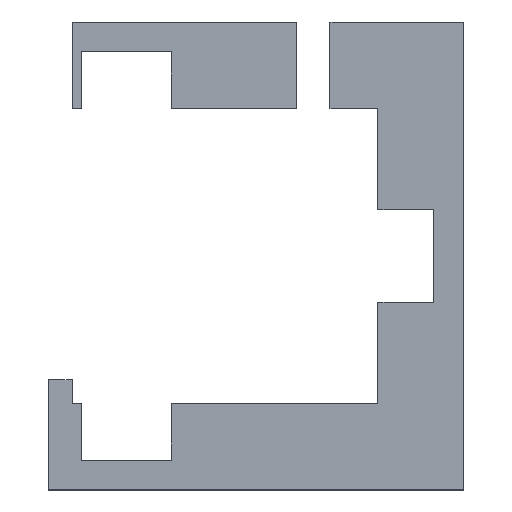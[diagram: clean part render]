
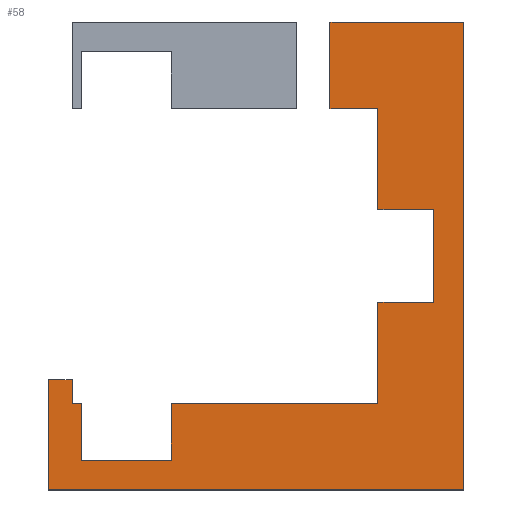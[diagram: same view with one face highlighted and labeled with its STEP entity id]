
A CAD part, top view. The second image highlights one B-rep face of the part: STEP entity #58.
In plain terms, the highlighted planar face has unit normal (0, 0, 1).
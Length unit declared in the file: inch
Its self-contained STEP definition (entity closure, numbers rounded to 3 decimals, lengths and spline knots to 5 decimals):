
#12 = VECTOR ( 'NONE', #1053, 39.37008 ) ;
#40 = DIRECTION ( 'NONE',  ( 1., 0., 0. ) ) ;
#47 = VECTOR ( 'NONE', #1415, 39.37008 ) ;
#49 = VECTOR ( 'NONE', #1184, 39.37008 ) ;
#50 = VERTEX_POINT ( 'NONE', #1126 ) ;
#58 = ADVANCED_FACE ( 'NONE', ( #560 ), #895, .F. ) ;
#63 = EDGE_CURVE ( 'NONE', #305, #612, #140, .T. ) ;
#86 = EDGE_CURVE ( 'NONE', #185, #983, #135, .T. ) ;
#87 = CARTESIAN_POINT ( 'NONE',  ( 298.42838, 134.66365, 0.1875 ) ) ;
#118 = CARTESIAN_POINT ( 'NONE',  ( 0., 0., 0.1875 ) ) ;
#128 = CARTESIAN_POINT ( 'NONE',  ( 298.42838, 134.23815, 0.1875 ) ) ;
#135 = LINE ( 'NONE', #902, #12 ) ;
#140 = LINE ( 'NONE', #491, #143 ) ;
#143 = VECTOR ( 'NONE', #1346, 39.37008 ) ;
#146 = DIRECTION ( 'NONE',  ( 1., 0., 0. ) ) ;
#155 = CARTESIAN_POINT ( 'NONE',  ( 297.03938, 133.05565, 0.1875 ) ) ;
#167 = EDGE_CURVE ( 'NONE', #612, #918, #195, .T. ) ;
#171 = LINE ( 'NONE', #249, #881 ) ;
#185 = VERTEX_POINT ( 'NONE', #1503 ) ;
#186 = VERTEX_POINT ( 'NONE', #328 ) ;
#188 = ORIENTED_EDGE ( 'NONE', *, *, #674, .T. ) ;
#189 = CARTESIAN_POINT ( 'NONE',  ( 298.66438, 134.23815, 0.1875 ) ) ;
#195 = LINE ( 'NONE', #729, #47 ) ;
#216 = VECTOR ( 'NONE', #776, 39.37008 ) ;
#220 = DIRECTION ( 'NONE',  ( -1., 0., 0. ) ) ;
#221 = EDGE_CURVE ( 'NONE', #686, #332, #1085, .T. ) ;
#224 = EDGE_CURVE ( 'NONE', #413, #186, #1104, .T. ) ;
#231 = ORIENTED_EDGE ( 'NONE', *, *, #1198, .T. ) ;
#235 = DIRECTION ( 'NONE',  ( 0., 1., 0. ) ) ;
#243 = EDGE_CURVE ( 'NONE', #554, #824, #436, .T. ) ;
#249 = CARTESIAN_POINT ( 'NONE',  ( 297.17738, 133.42065, 0.1875 ) ) ;
#301 = ORIENTED_EDGE ( 'NONE', *, *, #974, .T. ) ;
#305 = VERTEX_POINT ( 'NONE', #403 ) ;
#310 = CARTESIAN_POINT ( 'NONE',  ( 298.78938, 133.05565, 0.1875 ) ) ;
#328 = CARTESIAN_POINT ( 'NONE',  ( 298.22638, 134.66365, 0.1875 ) ) ;
#332 = VERTEX_POINT ( 'NONE', #1477 ) ;
#344 = VECTOR ( 'NONE', #1145, 39.37008 ) ;
#350 = ORIENTED_EDGE ( 'NONE', *, *, #398, .T. ) ;
#398 = EDGE_CURVE ( 'NONE', #615, #658, #878, .T. ) ;
#403 = CARTESIAN_POINT ( 'NONE',  ( 297.13938, 133.52065, 0.1875 ) ) ;
#413 = VERTEX_POINT ( 'NONE', #1153 ) ;
#414 = ORIENTED_EDGE ( 'NONE', *, *, #224, .T. ) ;
#418 = CARTESIAN_POINT ( 'NONE',  ( 298.42838, 134.23815, 0.1875 ) ) ;
#432 = LINE ( 'NONE', #1465, #474 ) ;
#436 = LINE ( 'NONE', #614, #344 ) ;
#446 = EDGE_CURVE ( 'NONE', #825, #862, #703, .T. ) ;
#474 = VECTOR ( 'NONE', #951, 39.37008 ) ;
#487 = DIRECTION ( 'NONE',  ( -1., 0., 0. ) ) ;
#490 = VECTOR ( 'NONE', #1463, 39.37008 ) ;
#491 = CARTESIAN_POINT ( 'NONE',  ( 297.13938, 133.52065, 0.1875 ) ) ;
#500 = DIRECTION ( 'NONE',  ( 1., 0., 0. ) ) ;
#507 = VERTEX_POINT ( 'NONE', #189 ) ;
#509 = ORIENTED_EDGE ( 'NONE', *, *, #1212, .T. ) ;
#524 = DIRECTION ( 'NONE',  ( 0., 1., 0. ) ) ;
#554 = VERTEX_POINT ( 'NONE', #87 ) ;
#560 = FACE_OUTER_BOUND ( 'NONE', #1201, .T. ) ;
#596 = ORIENTED_EDGE ( 'NONE', *, *, #1147, .T. ) ;
#600 = CARTESIAN_POINT ( 'NONE',  ( 297.03938, 133.52065, 0.1875 ) ) ;
#606 = VECTOR ( 'NONE', #235, 39.37008 ) ;
#612 = VERTEX_POINT ( 'NONE', #600 ) ;
#614 = CARTESIAN_POINT ( 'NONE',  ( 298.42838, 134.66365, 0.1875 ) ) ;
#615 = VERTEX_POINT ( 'NONE', #310 ) ;
#627 = CARTESIAN_POINT ( 'NONE',  ( 298.78938, 135.02865, 0.1875 ) ) ;
#657 = ORIENTED_EDGE ( 'NONE', *, *, #63, .T. ) ;
#658 = VERTEX_POINT ( 'NONE', #627 ) ;
#660 = CARTESIAN_POINT ( 'NONE',  ( 298.42838, 133.84615, 0.1875 ) ) ;
#674 = EDGE_CURVE ( 'NONE', #740, #305, #799, .T. ) ;
#681 = ORIENTED_EDGE ( 'NONE', *, *, #1249, .T. ) ;
#686 = VERTEX_POINT ( 'NONE', #1166 ) ;
#690 = ORIENTED_EDGE ( 'NONE', *, *, #1272, .T. ) ;
#701 = VECTOR ( 'NONE', #1113, 39.37008 ) ;
#703 = LINE ( 'NONE', #1480, #701 ) ;
#729 = CARTESIAN_POINT ( 'NONE',  ( 297.03938, 133.05565, 0.1875 ) ) ;
#740 = VERTEX_POINT ( 'NONE', #1312 ) ;
#748 = DIRECTION ( 'NONE',  ( 0., 1., 0. ) ) ;
#754 = ORIENTED_EDGE ( 'NONE', *, *, #446, .T. ) ;
#776 = DIRECTION ( 'NONE',  ( 0., -1., 0. ) ) ;
#799 = LINE ( 'NONE', #903, #606 ) ;
#815 = VECTOR ( 'NONE', #40, 39.37008 ) ;
#824 = VERTEX_POINT ( 'NONE', #418 ) ;
#825 = VERTEX_POINT ( 'NONE', #1296 ) ;
#839 = AXIS2_PLACEMENT_3D ( 'NONE', #118, #1042, #220 ) ;
#843 = ORIENTED_EDGE ( 'NONE', *, *, #1385, .T. ) ;
#862 = VERTEX_POINT ( 'NONE', #1202 ) ;
#869 = VECTOR ( 'NONE', #1274, 39.37008 ) ;
#874 = CARTESIAN_POINT ( 'NONE',  ( 298.22638, 135.02865, 0.1875 ) ) ;
#878 = LINE ( 'NONE', #1158, #967 ) ;
#881 = VECTOR ( 'NONE', #524, 39.37008 ) ;
#894 = LINE ( 'NONE', #155, #815 ) ;
#895 = PLANE ( 'NONE',  #839 ) ;
#898 = LINE ( 'NONE', #660, #869 ) ;
#902 = CARTESIAN_POINT ( 'NONE',  ( 298.42838, 133.42065, 0.1875 ) ) ;
#903 = CARTESIAN_POINT ( 'NONE',  ( 297.13938, 133.52065, 0.1875 ) ) ;
#914 = ORIENTED_EDGE ( 'NONE', *, *, #243, .T. ) ;
#918 = VERTEX_POINT ( 'NONE', #1398 ) ;
#925 = CARTESIAN_POINT ( 'NONE',  ( 297.55738, 133.42065, 0.1875 ) ) ;
#932 = CARTESIAN_POINT ( 'NONE',  ( 298.22638, 134.66365, 0.1875 ) ) ;
#951 = DIRECTION ( 'NONE',  ( 0., -1., 0. ) ) ;
#956 = VECTOR ( 'NONE', #1419, 39.37008 ) ;
#967 = VECTOR ( 'NONE', #748, 39.37008 ) ;
#969 = VECTOR ( 'NONE', #146, 39.37008 ) ;
#974 = EDGE_CURVE ( 'NONE', #862, #50, #171, .T. ) ;
#980 = ORIENTED_EDGE ( 'NONE', *, *, #221, .T. ) ;
#983 = VERTEX_POINT ( 'NONE', #925 ) ;
#1019 = ORIENTED_EDGE ( 'NONE', *, *, #1058, .T. ) ;
#1026 = VECTOR ( 'NONE', #500, 39.37008 ) ;
#1042 = DIRECTION ( 'NONE',  ( 0., 0., -1. ) ) ;
#1043 = VECTOR ( 'NONE', #487, 39.37008 ) ;
#1053 = DIRECTION ( 'NONE',  ( -1., 0., 0. ) ) ;
#1058 = EDGE_CURVE ( 'NONE', #983, #825, #432, .T. ) ;
#1079 = CARTESIAN_POINT ( 'NONE',  ( 297.17738, 133.42065, 0.1875 ) ) ;
#1085 = LINE ( 'NONE', #1328, #956 ) ;
#1104 = LINE ( 'NONE', #874, #49 ) ;
#1113 = DIRECTION ( 'NONE',  ( -1., 0., 0. ) ) ;
#1114 = LINE ( 'NONE', #1079, #490 ) ;
#1126 = CARTESIAN_POINT ( 'NONE',  ( 297.17738, 133.42065, 0.1875 ) ) ;
#1145 = DIRECTION ( 'NONE',  ( 0., -1., 0. ) ) ;
#1147 = EDGE_CURVE ( 'NONE', #824, #507, #1187, .T. ) ;
#1153 = CARTESIAN_POINT ( 'NONE',  ( 298.22638, 135.02865, 0.1875 ) ) ;
#1158 = CARTESIAN_POINT ( 'NONE',  ( 298.78938, 135.02865, 0.1875 ) ) ;
#1159 = LINE ( 'NONE', #932, #969 ) ;
#1166 = CARTESIAN_POINT ( 'NONE',  ( 298.66438, 133.84615, 0.1875 ) ) ;
#1184 = DIRECTION ( 'NONE',  ( 0., -1., 0. ) ) ;
#1187 = LINE ( 'NONE', #128, #1026 ) ;
#1198 = EDGE_CURVE ( 'NONE', #186, #554, #1159, .T. ) ;
#1201 = EDGE_LOOP ( 'NONE', ( #690, #350, #843, #414, #231, #914, #596, #1481, #980, #681, #1495, #1019, #754, #301, #509, #188, #657, #1267 ) ) ;
#1202 = CARTESIAN_POINT ( 'NONE',  ( 297.17738, 133.18065, 0.1875 ) ) ;
#1212 = EDGE_CURVE ( 'NONE', #50, #740, #1114, .T. ) ;
#1245 = CARTESIAN_POINT ( 'NONE',  ( 298.22638, 135.02865, 0.1875 ) ) ;
#1249 = EDGE_CURVE ( 'NONE', #332, #185, #898, .T. ) ;
#1267 = ORIENTED_EDGE ( 'NONE', *, *, #167, .T. ) ;
#1272 = EDGE_CURVE ( 'NONE', #918, #615, #894, .T. ) ;
#1274 = DIRECTION ( 'NONE',  ( 0., -1., 0. ) ) ;
#1296 = CARTESIAN_POINT ( 'NONE',  ( 297.55738, 133.18065, 0.1875 ) ) ;
#1312 = CARTESIAN_POINT ( 'NONE',  ( 297.13938, 133.42065, 0.1875 ) ) ;
#1328 = CARTESIAN_POINT ( 'NONE',  ( 298.42838, 133.84615, 0.1875 ) ) ;
#1346 = DIRECTION ( 'NONE',  ( -1., 0., 0. ) ) ;
#1385 = EDGE_CURVE ( 'NONE', #658, #413, #1440, .T. ) ;
#1389 = LINE ( 'NONE', #1447, #216 ) ;
#1398 = CARTESIAN_POINT ( 'NONE',  ( 297.03938, 133.05565, 0.1875 ) ) ;
#1415 = DIRECTION ( 'NONE',  ( 0., -1., 0. ) ) ;
#1419 = DIRECTION ( 'NONE',  ( -1., 0., 0. ) ) ;
#1440 = LINE ( 'NONE', #1245, #1043 ) ;
#1447 = CARTESIAN_POINT ( 'NONE',  ( 298.66438, 134.23815, 0.1875 ) ) ;
#1463 = DIRECTION ( 'NONE',  ( -1., 0., 0. ) ) ;
#1465 = CARTESIAN_POINT ( 'NONE',  ( 297.55738, 133.42065, 0.1875 ) ) ;
#1469 = EDGE_CURVE ( 'NONE', #507, #686, #1389, .T. ) ;
#1477 = CARTESIAN_POINT ( 'NONE',  ( 298.42838, 133.84615, 0.1875 ) ) ;
#1480 = CARTESIAN_POINT ( 'NONE',  ( 297.17738, 133.18065, 0.1875 ) ) ;
#1481 = ORIENTED_EDGE ( 'NONE', *, *, #1469, .T. ) ;
#1495 = ORIENTED_EDGE ( 'NONE', *, *, #86, .T. ) ;
#1503 = CARTESIAN_POINT ( 'NONE',  ( 298.42838, 133.42065, 0.1875 ) ) ;
